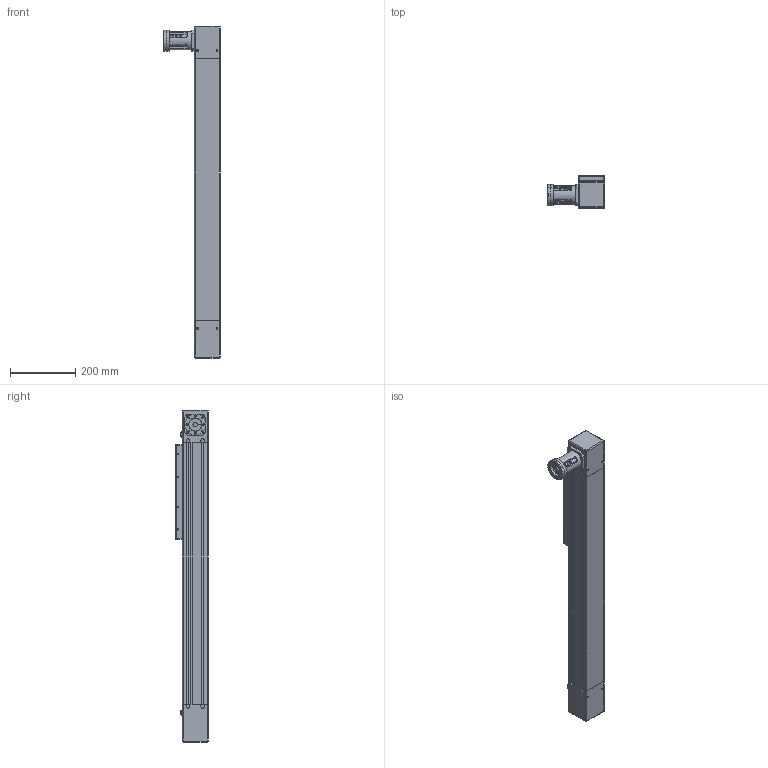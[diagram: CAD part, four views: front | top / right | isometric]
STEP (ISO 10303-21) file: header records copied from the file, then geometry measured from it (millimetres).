
FILE_DESCRIPTION((''),'2;1');
FILE_NAME('MRJ-80-500-L-1-L .stp','2012-01-23T10:23:29',('pgrilc'),(''),'Autodesk Inventor 2012','Autodesk Inventor 2012','');
FILE_SCHEMA(('AUTOMOTIVE_DESIGN { 1 0 10303 214 1 1 1 1 }'));
Length unit declared in the file: millimetre
Products named in the file (7): SAM148; MTJ 80 L IPART-021; GESM 19-24 F18C; GESM 19-24 F14; AES19-24; VMESNIK MTJ80 MP060 PLE60 GESM19 24; PLOŠČA VMESNIKA MTJ65 MP060 19 24
Assembly tree (6 placements, depth 2):
  SAM148
    MTJ 80 L IPART-021
    GESM 19-24 F18C
    GESM 19-24 F14
    AES19-24
    VMESNIK MTJ80 MP060 PLE60 GESM19 24
    PLOŠČA VMESNIKA MTJ65 MP060 19 24
Bounding box: 173.75 x 100 x 1017 mm (x, y, z)
Volume: 6687669.7 mm3; surface area: 584419.6 mm2
Topology: 6 solids, 17 shells, 668 faces, 1714 edges, 1114 vertices
Faces by surface type: plane 293, cylinder 272, cone 78, sphere 12, torus 7, bspline 6
Full cylindrical faces by diameter (mm): 1 x1, 3 x6, 3.242 x8, 4.134 x8, 4.917 x8, 5 x2, 5.2 x6, 5.5 x4, 6 x7, 6.5 x4, 6.647 x8, 8 x1, 9 x6, 10 x12, 18 x2, 30 x2, 31 x2, 36 x1, 40 x1, 48 x1, 50 x3, 56 x1, 65 x2
Entity records: 19989 total; most frequent: CARTESIAN_POINT 4022, DIRECTION 3320, ORIENTED_EDGE 2928, EDGE_CURVE 1464, AXIS2_PLACEMENT_3D 1277, VERTEX_POINT 1025, EDGE_LOOP 917, VECTOR 766
